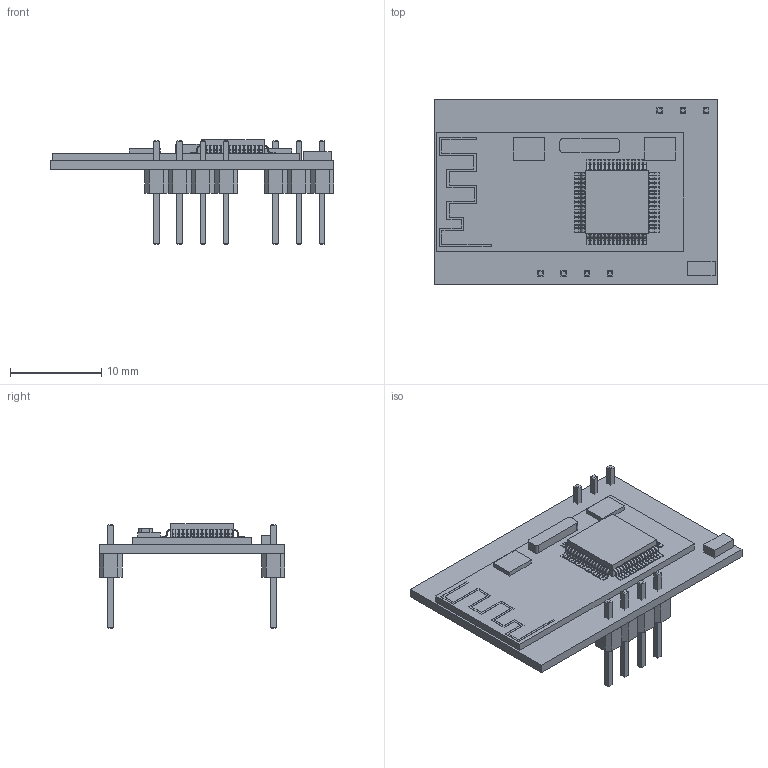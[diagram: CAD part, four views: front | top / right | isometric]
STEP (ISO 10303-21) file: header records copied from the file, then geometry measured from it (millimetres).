
FILE_DESCRIPTION (( 'STEP AP214' ), '1' );
FILE_NAME ('Bluetooth Module for mBot V1.0.step', '2016-10-28T06:57:18', ( 'dell' ), ( '' ), 'SwSTEP 2.0', 'SolidWorks 2013', '' );
FILE_SCHEMA (( 'AUTOMOTIVE_DESIGN' ));
Length unit declared in the file: millimetre
Products named in the file (1): Bluetooth Module for mBot V1.0
Bounding box: 31 x 20.32 x 11.44 mm (x, y, z)
Surface area: 1921.5 mm2 (no closed solid volume)
Topology: 0 solids, 16 shells, 768 faces, 2703 edges, 1944 vertices
Faces by surface type: plane 621, cylinder 147
Entity records: 37211 total; most frequent: CARTESIAN_POINT 5416, DIRECTION 4761, ORIENTED_EDGE 4496, EDGE_CURVE 2703, VECTOR 2183, LINE 2183, VERTEX_POINT 1944, AXIS2_PLACEMENT_3D 1289
